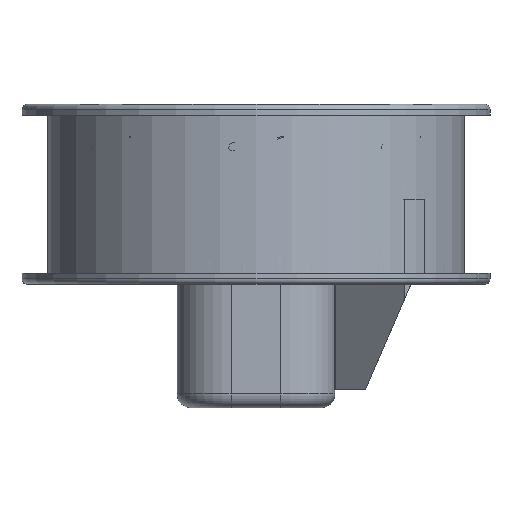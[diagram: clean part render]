
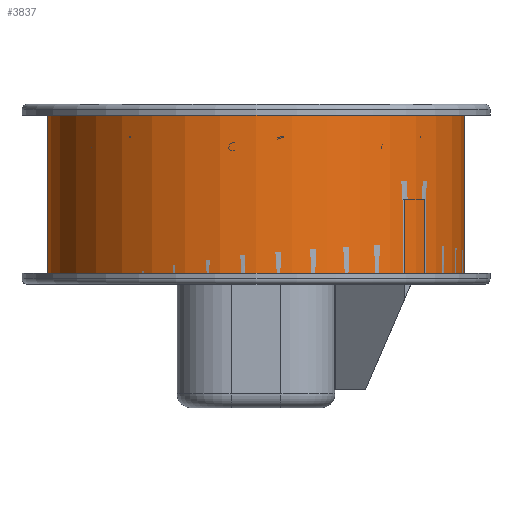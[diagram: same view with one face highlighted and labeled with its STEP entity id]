
A CAD part, left-side view. The second image highlights one B-rep face of the part: STEP entity #3837.
In plain terms, the highlighted cylindrical face has radius 405.2 mm (diameter 810.4 mm), a full revolution.
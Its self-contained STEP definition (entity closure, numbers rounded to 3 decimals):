
#293 = EDGE_LOOP ( 'NONE', ( #2494 ) ) ;
#398 = CYLINDRICAL_SURFACE ( 'NONE', #2894, 405.2 ) ;
#830 = CARTESIAN_POINT ( 'NONE',  ( 0., 0., 165.741 ) ) ;
#1094 = ORIENTED_EDGE ( 'NONE', *, *, #2839, .T. ) ;
#1299 = DIRECTION ( 'NONE',  ( 1., 0., 0. ) ) ;
#1483 = CARTESIAN_POINT ( 'NONE',  ( 0., 0., -264.706 ) ) ;
#1503 = DIRECTION ( 'NONE',  ( 0., 0., 1. ) ) ;
#1837 = FACE_OUTER_BOUND ( 'NONE', #2880, .T. ) ;
#2475 = CARTESIAN_POINT ( 'NONE',  ( 405.2, 0., 64.294 ) ) ;
#2494 = ORIENTED_EDGE ( 'NONE', *, *, #5549, .F. ) ;
#2652 = AXIS2_PLACEMENT_3D ( 'NONE', #1483, #5613, #2993 ) ;
#2686 = DIRECTION ( 'NONE',  ( 0., 0., 1. ) ) ;
#2839 = EDGE_CURVE ( 'NONE', #5142, #5142, #5284, .T. ) ;
#2880 = EDGE_LOOP ( 'NONE', ( #1094 ) ) ;
#2894 = AXIS2_PLACEMENT_3D ( 'NONE', #830, #2686, #1299 ) ;
#2993 = DIRECTION ( 'NONE',  ( 1., 0., 0. ) ) ;
#3335 = CARTESIAN_POINT ( 'NONE',  ( 0., 0., 64.294 ) ) ;
#3837 = ADVANCED_FACE ( 'NONE', ( #4604, #1837 ), #398, .T. ) ;
#4237 = AXIS2_PLACEMENT_3D ( 'NONE', #3335, #1503, #5301 ) ;
#4597 = CARTESIAN_POINT ( 'NONE',  ( 405.2, 0., -264.706 ) ) ;
#4604 = FACE_OUTER_BOUND ( 'NONE', #293, .T. ) ;
#4716 = CIRCLE ( 'NONE', #4237, 405.2 ) ;
#4754 = VERTEX_POINT ( 'NONE', #2475 ) ;
#5142 = VERTEX_POINT ( 'NONE', #4597 ) ;
#5284 = CIRCLE ( 'NONE', #2652, 405.2 ) ;
#5301 = DIRECTION ( 'NONE',  ( 1., 0., 0. ) ) ;
#5549 = EDGE_CURVE ( 'NONE', #4754, #4754, #4716, .T. ) ;
#5613 = DIRECTION ( 'NONE',  ( 0., 0., 1. ) ) ;
